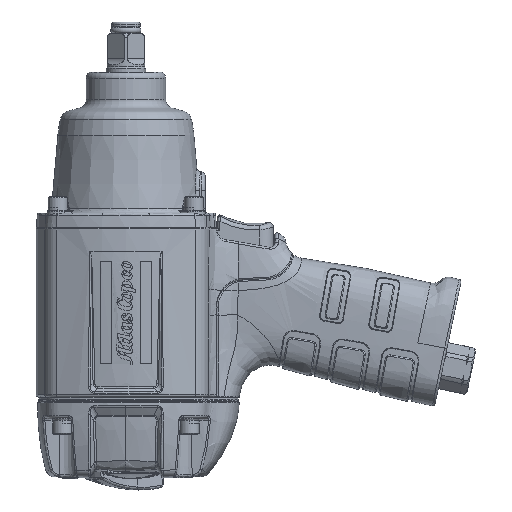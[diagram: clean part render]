
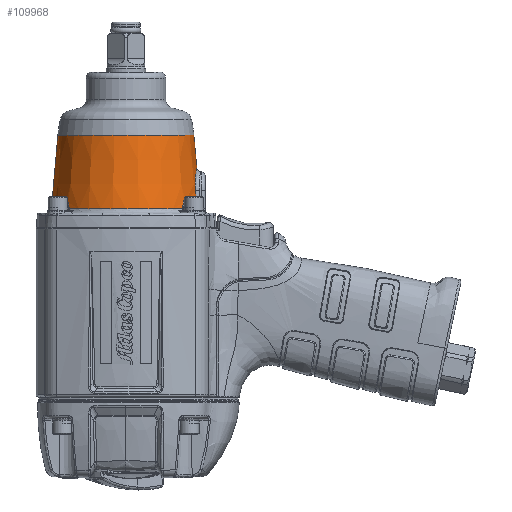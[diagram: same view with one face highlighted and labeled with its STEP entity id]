
A CAD part, left-side view. The second image highlights one B-rep face of the part: STEP entity #109968.
In plain terms, the highlighted conical face has half-angle 5 degrees and reference radius 31.42 mm.
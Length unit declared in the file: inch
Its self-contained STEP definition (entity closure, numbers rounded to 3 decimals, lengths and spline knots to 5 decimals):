
#37262=CARTESIAN_POINT('',(1.40671,5.83801,
0.29677));
#37263=DIRECTION('',(0.,0.,1.));
#37264=DIRECTION('',(0.,1.,0.));
#37265=AXIS2_PLACEMENT_3D('',#37262,#37263,#37264);
#37409=CARTESIAN_POINT('',(1.40671,5.83801,
0.29677));
#37410=DIRECTION('',(0.,0.,1.));
#37411=DIRECTION('',(-0.65,0.76,0.));
#37412=AXIS2_PLACEMENT_3D('',#37409,#37410,#37411);
#37526=CARTESIAN_POINT('',(1.40671,5.83801,
0.29677));
#37527=DIRECTION('',(0.,0.,1.));
#37528=DIRECTION('',(-0.548,-0.837,0.));
#37529=AXIS2_PLACEMENT_3D('',#37526,#37527,#37528);
#37967=CARTESIAN_POINT('',(0.56631,4.85548,
0.29677));
#37968=CARTESIAN_POINT('',(0.56842,4.85464,
0.30519));
#37969=CARTESIAN_POINT('',(0.57262,4.85293,
0.32134));
#37970=CARTESIAN_POINT('',(0.57883,4.85022,
0.3435));
#37971=CARTESIAN_POINT('',(0.58501,4.84738,
0.36373));
#37972=CARTESIAN_POINT('',(0.59118,4.84437,
0.38212));
#37973=CARTESIAN_POINT('',(0.59741,4.84116,
0.39872));
#37974=CARTESIAN_POINT('',(0.60375,4.83771,
0.41358));
#37975=CARTESIAN_POINT('',(0.61029,4.83395,
0.42665));
#37976=CARTESIAN_POINT('',(0.61715,4.82979,
0.43778));
#37977=CARTESIAN_POINT('',(0.62446,4.82508,
0.44663));
#37978=CARTESIAN_POINT('',(0.63233,4.81968,
0.45242));
#37979=CARTESIAN_POINT('',(0.64014,4.81396,
0.45394));
#37980=CARTESIAN_POINT('',(0.64743,4.80828,
0.45153));
#37981=CARTESIAN_POINT('',(0.65453,4.80241,
0.44525));
#37982=CARTESIAN_POINT('',(0.66081,4.79691,
0.43623));
#37983=CARTESIAN_POINT('',(0.66652,4.79165,
0.42509));
#37984=CARTESIAN_POINT('',(0.67179,4.78655,
0.4121));
#37985=CARTESIAN_POINT('',(0.67675,4.78154,
0.39739));
#37986=CARTESIAN_POINT('',(0.68146,4.77656,
0.38097));
#37987=CARTESIAN_POINT('',(0.68599,4.77156,
0.36282));
#37988=CARTESIAN_POINT('',(0.69037,4.76651,
0.34285));
#37989=CARTESIAN_POINT('',(0.69464,4.76138,
0.321));
#37990=CARTESIAN_POINT('',(0.69742,4.75788,
0.30507));
#37991=CARTESIAN_POINT('',(0.69879,4.75612,
0.29677));
#38026=CARTESIAN_POINT('',(1.40671,4.60764,1.01178));
#38027=CARTESIAN_POINT('',(1.38251,4.60764,1.01178));
#38028=CARTESIAN_POINT('',(1.33473,4.60863,1.00703));
#38029=CARTESIAN_POINT('',(1.26334,4.613,
0.98496));
#38030=CARTESIAN_POINT('',(1.19694,4.61948,
0.94833));
#38031=CARTESIAN_POINT('',(1.13802,4.62675,
0.89815));
#38032=CARTESIAN_POINT('',(1.08977,4.63308,
0.83668));
#38033=CARTESIAN_POINT('',(1.0541,4.63678,
0.76673));
#38034=CARTESIAN_POINT('',(1.03225,4.63651,
0.69008));
#38035=CARTESIAN_POINT('',(1.02764,4.63313,
0.63819));
#38036=CARTESIAN_POINT('',(1.0278,4.63065,
0.61174));
#38038=CARTESIAN_POINT('',(1.0278,4.63065,
0.61174));
#38039=CARTESIAN_POINT('',(1.02797,4.62743,
0.57695));
#38040=CARTESIAN_POINT('',(1.02864,4.62077,
0.50726));
#38041=CARTESIAN_POINT('',(1.02896,4.61129,
0.40224));
#38042=CARTESIAN_POINT('',(1.02962,4.60455,
0.33198));
#38043=CARTESIAN_POINT('',(1.0298,4.60129,
0.29677));
#38045=DIRECTION('',(0.,-0.087,0.996));
#38046=VECTOR('',#38045,1.28301);
#38047=CARTESIAN_POINT('',(1.40671,7.13094,
0.29677));
#38048=LINE('',#38047,#38046);
#38157=CARTESIAN_POINT('',(1.40671,4.60764,1.01178));
#38159=DIRECTION('',(0.,0.087,0.996));
#38160=VECTOR('',#38159,0.56527);
#38161=CARTESIAN_POINT('',(1.40671,4.60764,1.01178));
#38162=LINE('',#38161,#38160);
#38183=CARTESIAN_POINT('',(1.40671,5.83801,1.5749));
#38184=DIRECTION('',(0.,0.,-1.));
#38185=DIRECTION('',(0.,-1.,0.));
#38186=AXIS2_PLACEMENT_3D('',#38183,#38184,#38185);
#39674=CARTESIAN_POINT('',(0.69879,6.91991,
0.29677));
#39675=CARTESIAN_POINT('',(0.69739,6.91811,
0.30524));
#39676=CARTESIAN_POINT('',(0.69455,6.91454,
0.32149));
#39677=CARTESIAN_POINT('',(0.69019,6.9093,
0.34375));
#39678=CARTESIAN_POINT('',(0.6857,6.90414,
0.36406));
#39679=CARTESIAN_POINT('',(0.68105,6.89903,
0.38251));
#39680=CARTESIAN_POINT('',(0.6762,6.89392,
0.39916));
#39681=CARTESIAN_POINT('',(0.67108,6.88877,
0.41403));
#39682=CARTESIAN_POINT('',(0.66561,6.88352,
0.42709));
#39683=CARTESIAN_POINT('',(0.65964,6.87807,
0.43819));
#39684=CARTESIAN_POINT('',(0.65302,6.87233,
0.44697));
#39685=CARTESIAN_POINT('',(0.64555,6.86624,
0.4526));
#39686=CARTESIAN_POINT('',(0.63793,6.86041,
0.45391));
#39687=CARTESIAN_POINT('',(0.63048,6.85505,
0.45136));
#39688=CARTESIAN_POINT('',(0.62294,6.84995,
0.44502));
#39689=CARTESIAN_POINT('',(0.61596,6.8455,
0.43601));
#39690=CARTESIAN_POINT('',(0.60935,6.84152,
0.42489));
#39691=CARTESIAN_POINT('',(0.60302,6.83791,
0.41195));
#39692=CARTESIAN_POINT('',(0.59684,6.83457,
0.39728));
#39693=CARTESIAN_POINT('',(0.59076,6.83145,
0.3809));
#39694=CARTESIAN_POINT('',(0.58471,6.82851,
0.36278));
#39695=CARTESIAN_POINT('',(0.57864,6.82572,
0.34284));
#39696=CARTESIAN_POINT('',(0.57253,6.82306,
0.321));
#39697=CARTESIAN_POINT('',(0.56839,6.82137,
0.30507));
#39698=CARTESIAN_POINT('',(0.56631,6.82055,
0.29677));
#44012=CARTESIAN_POINT('',(1.40671,7.13094,
0.29677));
#44013=CARTESIAN_POINT('',(0.69879,6.91991,
0.29677));
#44014=VERTEX_POINT('',#44012);
#44015=VERTEX_POINT('',#44013);
#44179=VERTEX_POINT('',#38157);
#44180=CARTESIAN_POINT('',(1.40671,4.65691,1.5749));
#44181=VERTEX_POINT('',#44180);
#44182=CARTESIAN_POINT('',(1.40671,7.01912,1.5749));
#44183=VERTEX_POINT('',#44182);
#44220=CARTESIAN_POINT('',(0.69878,4.75612,
0.29677));
#44221=VERTEX_POINT('',#44220);
#44222=CARTESIAN_POINT('',(1.02979,4.60125,
0.29677));
#44223=VERTEX_POINT('',#44222);
#44244=CARTESIAN_POINT('',(0.56632,6.82055,
0.29677));
#44245=VERTEX_POINT('',#44244);
#44246=CARTESIAN_POINT('',(0.56631,4.85548,
0.29677));
#44247=VERTEX_POINT('',#44246);
#44258=VERTEX_POINT('',#38036);
#109945=CARTESIAN_POINT('',(1.40671,5.83801,
0.93584));
#109946=DIRECTION('',(0.,0.,-1.));
#109947=DIRECTION('',(0.,-1.,0.));
#109948=AXIS2_PLACEMENT_3D('',#109945,#109946,#109947);
#109949=CONICAL_SURFACE('',#109948,1.23701,5.);
#109951=ORIENTED_EDGE('',*,*,#109950,.T.);
#109953=ORIENTED_EDGE('',*,*,#109952,.T.);
#109954=ORIENTED_EDGE('',*,*,#109286,.F.);
#109955=ORIENTED_EDGE('',*,*,#109930,.F.);
#109956=ORIENTED_EDGE('',*,*,#108813,.F.);
#109958=ORIENTED_EDGE('',*,*,#109957,.F.);
#109959=ORIENTED_EDGE('',*,*,#108328,.F.);
#109961=ORIENTED_EDGE('',*,*,#109960,.T.);
#109963=ORIENTED_EDGE('',*,*,#109962,.F.);
#109965=ORIENTED_EDGE('',*,*,#109964,.F.);
#109966=EDGE_LOOP('',(#109951,#109953,#109954,#109955,#109956,#109958,#109959,
#109961,#109963,#109965));
#109967=FACE_OUTER_BOUND('',#109966,.F.);
#109968=ADVANCED_FACE('',(#109967),#109949,.T.);
#37266=CIRCLE('',#37265,1.29292);
#37413=CIRCLE('',#37412,1.29292);
#37530=CIRCLE('',#37529,1.29292);
#37992=B_SPLINE_CURVE_WITH_KNOTS('',3,(#37967,#37968,#37969,#37970,#37971,
#37972,#37973,#37974,#37975,#37976,#37977,#37978,#37979,#37980,#37981,#37982,
#37983,#37984,#37985,#37986,#37987,#37988,#37989,#37990,#37991),.UNSPECIFIED.,
.F.,.F.,(4,1,1,1,1,1,1,1,1,1,1,1,1,1,1,1,1,1,1,1,1,1,4),(0.,0.04545,
0.09091,0.13636,0.18182,0.22727,
0.27273,0.31818,0.36364,0.40909,
0.45455,0.5,0.54545,0.59091,0.63636,
0.68182,0.72727,0.77273,0.81818,
0.86364,0.90909,0.95455,1.),.UNSPECIFIED.);
#38037=B_SPLINE_CURVE_WITH_KNOTS('',3,(#38026,#38027,#38028,#38029,#38030,
#38031,#38032,#38033,#38034,#38035,#38036),.UNSPECIFIED.,.F.,.F.,(4,1,1,1,1,1,1,
1,4),(0.,0.125,0.25,0.375,0.5,0.625,0.75,0.875,1.),
.UNSPECIFIED.);
#38044=B_SPLINE_CURVE_WITH_KNOTS('',3,(#38038,#38039,#38040,#38041,#38042,
#38043),.UNSPECIFIED.,.F.,.F.,(4,1,1,4),(0.,0.33333,
0.66667,1.),.UNSPECIFIED.);
#38187=CIRCLE('',#38186,1.1811);
#39699=B_SPLINE_CURVE_WITH_KNOTS('',3,(#39674,#39675,#39676,#39677,#39678,
#39679,#39680,#39681,#39682,#39683,#39684,#39685,#39686,#39687,#39688,#39689,
#39690,#39691,#39692,#39693,#39694,#39695,#39696,#39697,#39698),.UNSPECIFIED.,
.F.,.F.,(4,1,1,1,1,1,1,1,1,1,1,1,1,1,1,1,1,1,1,1,1,1,4),(0.,0.04545,
0.09091,0.13636,0.18182,0.22727,
0.27273,0.31818,0.36364,0.40909,
0.45455,0.5,0.54545,0.59091,0.63636,
0.68182,0.72727,0.77273,0.81818,
0.86364,0.90909,0.95455,1.),.UNSPECIFIED.);
#108328=EDGE_CURVE('',#44014,#44015,#37266,.T.);
#108813=EDGE_CURVE('',#44245,#44247,#37413,.T.);
#109286=EDGE_CURVE('',#44221,#44223,#37530,.T.);
#109930=EDGE_CURVE('',#44247,#44221,#37992,.T.);
#109950=EDGE_CURVE('',#44179,#44258,#38037,.T.);
#109952=EDGE_CURVE('',#44258,#44223,#38044,.T.);
#109957=EDGE_CURVE('',#44015,#44245,#39699,.T.);
#109960=EDGE_CURVE('',#44014,#44183,#38048,.T.);
#109962=EDGE_CURVE('',#44181,#44183,#38187,.T.);
#109964=EDGE_CURVE('',#44179,#44181,#38162,.T.);
